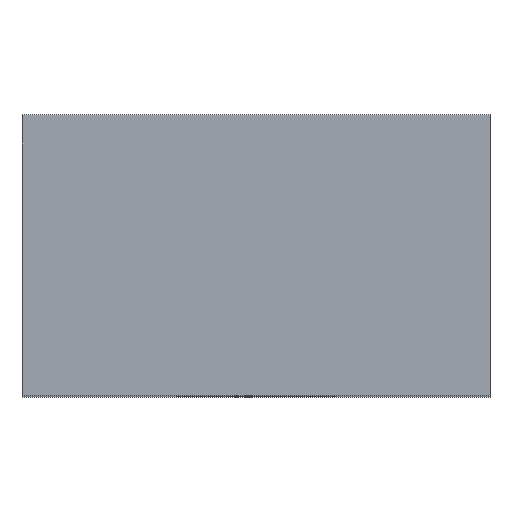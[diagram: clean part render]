
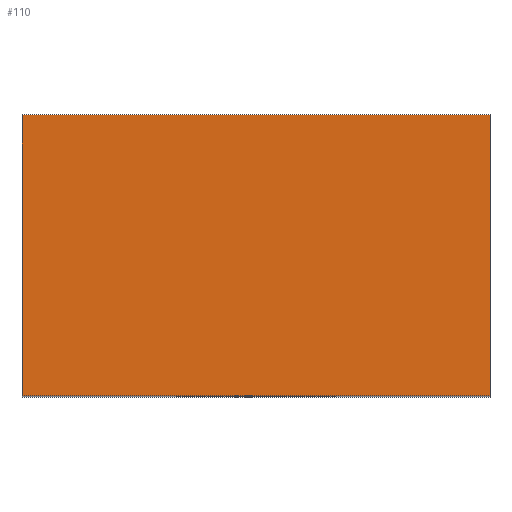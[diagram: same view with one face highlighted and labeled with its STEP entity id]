
A CAD part, top view. The second image highlights one B-rep face of the part: STEP entity #110.
In plain terms, the highlighted planar face has unit normal (0, 0, 1).
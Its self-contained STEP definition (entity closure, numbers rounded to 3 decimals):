
#3 = CARTESIAN_POINT ( 'NONE',  ( 7.5, 17., 12.5 ) ) ;
#9 = LINE ( 'NONE', #148, #239 ) ;
#11 = EDGE_LOOP ( 'NONE', ( #178, #244, #129, #261 ) ) ;
#24 = DIRECTION ( 'NONE',  ( 0., 0., -1. ) ) ;
#28 = VERTEX_POINT ( 'NONE', #253 ) ;
#37 = VECTOR ( 'NONE', #329, 1000. ) ;
#41 = EDGE_CURVE ( 'NONE', #169, #28, #165, .T. ) ;
#51 = CARTESIAN_POINT ( 'NONE',  ( -7.5, 8., 12.5 ) ) ;
#53 = PLANE ( 'NONE',  #332 ) ;
#81 = VECTOR ( 'NONE', #172, 1000. ) ;
#82 = LINE ( 'NONE', #84, #37 ) ;
#84 = CARTESIAN_POINT ( 'NONE',  ( -7.5, 17., 12.5 ) ) ;
#92 = CARTESIAN_POINT ( 'NONE',  ( 7.5, 8., 12.5 ) ) ;
#99 = EDGE_CURVE ( 'NONE', #225, #196, #82, .T. ) ;
#110 = ADVANCED_FACE ( 'NONE', ( #254 ), #53, .F. ) ;
#129 = ORIENTED_EDGE ( 'NONE', *, *, #99, .F. ) ;
#148 = CARTESIAN_POINT ( 'NONE',  ( -7.5, 17., 12.5 ) ) ;
#165 = LINE ( 'NONE', #51, #229 ) ;
#169 = VERTEX_POINT ( 'NONE', #92 ) ;
#172 = DIRECTION ( 'NONE',  ( 0., -1., 0. ) ) ;
#178 = ORIENTED_EDGE ( 'NONE', *, *, #41, .F. ) ;
#188 = CARTESIAN_POINT ( 'NONE',  ( 7.5, 17., 12.5 ) ) ;
#191 = EDGE_CURVE ( 'NONE', #225, #28, #9, .T. ) ;
#196 = VERTEX_POINT ( 'NONE', #188 ) ;
#203 = CARTESIAN_POINT ( 'NONE',  ( -32.5, 4., 12.5 ) ) ;
#208 = EDGE_CURVE ( 'NONE', #196, #169, #243, .T. ) ;
#225 = VERTEX_POINT ( 'NONE', #321 ) ;
#229 = VECTOR ( 'NONE', #284, 1000. ) ;
#239 = VECTOR ( 'NONE', #291, 1000. ) ;
#243 = LINE ( 'NONE', #3, #81 ) ;
#244 = ORIENTED_EDGE ( 'NONE', *, *, #208, .F. ) ;
#253 = CARTESIAN_POINT ( 'NONE',  ( -7.5, 8., 12.5 ) ) ;
#254 = FACE_OUTER_BOUND ( 'NONE', #11, .T. ) ;
#261 = ORIENTED_EDGE ( 'NONE', *, *, #191, .T. ) ;
#284 = DIRECTION ( 'NONE',  ( -1., 0., 0. ) ) ;
#291 = DIRECTION ( 'NONE',  ( 0., -1., 0. ) ) ;
#309 = DIRECTION ( 'NONE',  ( -1., 0., 0. ) ) ;
#321 = CARTESIAN_POINT ( 'NONE',  ( -7.5, 17., 12.5 ) ) ;
#329 = DIRECTION ( 'NONE',  ( 1., 0., 0. ) ) ;
#332 = AXIS2_PLACEMENT_3D ( 'NONE', #203, #24, #309 ) ;
